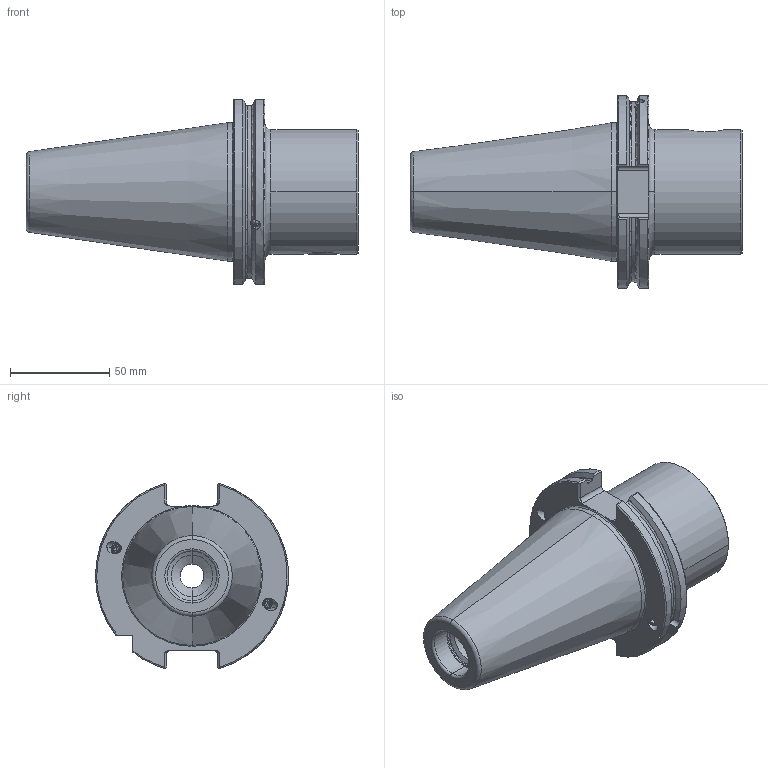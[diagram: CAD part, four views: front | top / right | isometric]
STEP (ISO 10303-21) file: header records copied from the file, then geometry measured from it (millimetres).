
FILE_DESCRIPTION (( 'STEP AP203' ), '1' );
FILE_NAME ('A14.450.063.066.STEP', '2024-08-16T05:33:40', ( '' ), ( '' ), 'SwSTEP 2.0', 'SolidWorks 2022', '' );
FILE_SCHEMA (( 'CONFIG_CONTROL_DESIGN' ));
Length unit declared in the file: millimetre
Products named in the file (5): ISO 4026 - M5 x 4_PreviewCfg; KVT_MB_600_050; WH6-ER1.001.021; SB5-WH6.K01.066_C; A14.450.063.066
Assembly tree (7 placements, depth 2):
  A14.450.063.066
    SB5-WH6.K01.066_C
    WH6-ER1.001.021  x2
    ISO 4026 - M5 x 4_PreviewCfg  x2
    KVT_MB_600_050  x2
Bounding box: 167.6 x 97.44 x 93.51 mm (x, y, z)
Volume: 438211 mm3; surface area: 60867.2 mm2
Topology: 9 solids, 9 shells, 305 faces, 733 edges, 436 vertices
Faces by surface type: cone 104, plane 84, cylinder 77, torus 36, sphere 4
Entity records: 8150 total; most frequent: CARTESIAN_POINT 2203, DIRECTION 1139, ORIENTED_EDGE 1126, EDGE_CURVE 563, AXIS2_PLACEMENT_3D 452, VERTEX_POINT 342, EDGE_LOOP 243, LINE 235
